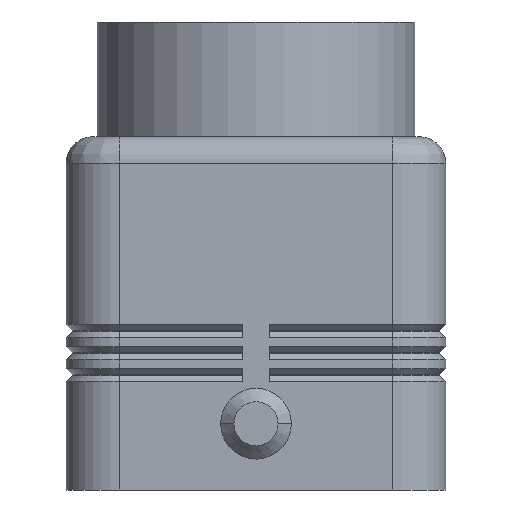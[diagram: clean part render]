
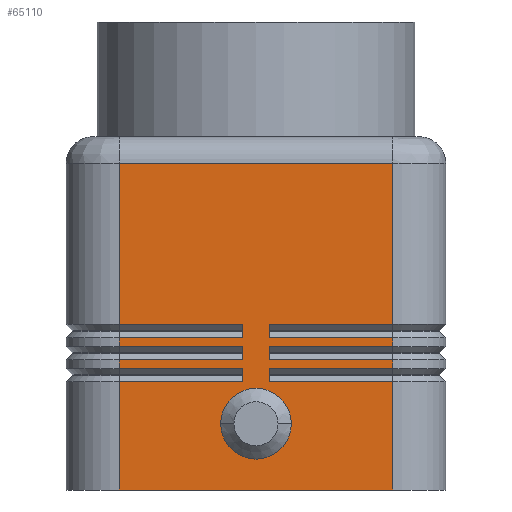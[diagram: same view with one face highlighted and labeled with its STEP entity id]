
A CAD part, left-side view. The second image highlights one B-rep face of the part: STEP entity #65110.
In plain terms, the highlighted planar face has unit normal (-1, 0, 0).
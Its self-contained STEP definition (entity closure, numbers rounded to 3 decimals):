
#1650=CARTESIAN_POINT('',(-30.,-15.5,13.75));
#1660=VERTEX_POINT('',#1650);
#2100=CARTESIAN_POINT('',(-30.,-15.5,12.25));
#2110=DIRECTION('',(0.,0.,-1.));
#2120=VECTOR('',#2110,12.25);
#2130=LINE('',#2100,#2120);
#2140=CARTESIAN_POINT('',(-30.,-15.5,12.25));
#2150=VERTEX_POINT('',#2140);
#2160=CARTESIAN_POINT('',(-30.,-15.5,0.));
#2170=VERTEX_POINT('',#2160);
#2180=EDGE_CURVE('',#2150,#2170,#2130,.T.);
#4390=CARTESIAN_POINT('',(-30.,-15.5,16.25));
#4400=VERTEX_POINT('',#4390);
#4840=CARTESIAN_POINT('',(-30.,-15.5,14.75));
#4850=DIRECTION('',(0.,0.,-1.));
#4860=VECTOR('',#4850,1.);
#4870=LINE('',#4840,#4860);
#4880=CARTESIAN_POINT('',(-30.,-15.5,14.75));
#4890=VERTEX_POINT('',#4880);
#4900=EDGE_CURVE('',#4890,#1660,#4870,.T.);
#6400=CARTESIAN_POINT('',(-30.,-15.5,37.));
#6410=DIRECTION('',(0.,0.,-1.));
#6420=VECTOR('',#6410,18.25);
#6430=LINE('',#6400,#6420);
#6440=CARTESIAN_POINT('',(-30.,-15.5,37.));
#6450=VERTEX_POINT('',#6440);
#6460=CARTESIAN_POINT('',(-30.,-15.5,18.75));
#6470=VERTEX_POINT('',#6460);
#6480=EDGE_CURVE('',#6450,#6470,#6430,.T.);
#7770=CARTESIAN_POINT('',(-30.,-15.5,17.25));
#7780=DIRECTION('',(0.,0.,-1.));
#7790=VECTOR('',#7780,1.);
#7800=LINE('',#7770,#7790);
#7810=CARTESIAN_POINT('',(-30.,-15.5,17.25));
#7820=VERTEX_POINT('',#7810);
#7830=EDGE_CURVE('',#7820,#4400,#7800,.T.);
#9480=CARTESIAN_POINT('',(-30.,15.5,13.75));
#9490=VERTEX_POINT('',#9480);
#10800=CARTESIAN_POINT('',(-30.,15.5,0.));
#10810=DIRECTION('',(0.,0.,1.));
#10820=VECTOR('',#10810,12.25);
#10830=LINE('',#10800,#10820);
#10840=CARTESIAN_POINT('',(-30.,15.5,0.));
#10850=VERTEX_POINT('',#10840);
#10860=CARTESIAN_POINT('',(-30.,15.5,12.25));
#10870=VERTEX_POINT('',#10860);
#10880=EDGE_CURVE('',#10850,#10870,#10830,.T.);
#12950=CARTESIAN_POINT('',(-30.,15.5,16.25));
#12960=DIRECTION('',(0.,0.,1.));
#12970=VECTOR('',#12960,1.);
#12980=LINE('',#12950,#12970);
#12990=CARTESIAN_POINT('',(-30.,15.5,16.25));
#13000=VERTEX_POINT('',#12990);
#13010=CARTESIAN_POINT('',(-30.,15.5,17.25));
#13020=VERTEX_POINT('',#13010);
#13030=EDGE_CURVE('',#13000,#13020,#12980,.T.);
#13440=CARTESIAN_POINT('',(-30.,15.5,18.75));
#13450=DIRECTION('',(0.,0.,1.));
#13460=VECTOR('',#13450,18.25);
#13470=LINE('',#13440,#13460);
#13480=CARTESIAN_POINT('',(-30.,15.5,18.75));
#13490=VERTEX_POINT('',#13480);
#13500=CARTESIAN_POINT('',(-30.,15.5,37.));
#13510=VERTEX_POINT('',#13500);
#13520=EDGE_CURVE('',#13490,#13510,#13470,.T.);
#14710=CARTESIAN_POINT('',(-30.,15.5,13.75));
#14720=DIRECTION('',(0.,0.,1.));
#14730=VECTOR('',#14720,1.);
#14740=LINE('',#14710,#14730);
#14750=CARTESIAN_POINT('',(-30.,15.5,14.75));
#14760=VERTEX_POINT('',#14750);
#14770=EDGE_CURVE('',#9490,#14760,#14740,.T.);
#26410=CARTESIAN_POINT('',(-30.,15.5,37.));
#26420=DIRECTION('',(0.,-1.,0.));
#26430=VECTOR('',#26420,31.);
#26440=LINE('',#26410,#26430);
#26450=EDGE_CURVE('',#13510,#6450,#26440,.T.);
#27310=CARTESIAN_POINT('',(-30.,0.,7.5));
#27320=DIRECTION('',(1.,0.,0.));
#27330=DIRECTION('',(0.,0.,1.));
#27340=AXIS2_PLACEMENT_3D('',#27310,#27320,#27330);
#27350=CIRCLE('',#27340,4.);
#27360=CARTESIAN_POINT('',(-30.,0.,3.5));
#27370=VERTEX_POINT('',#27360);
#27380=CARTESIAN_POINT('',(-30.,4.,7.5));
#27390=VERTEX_POINT('',#27380);
#27400=EDGE_CURVE('',#27370,#27390,#27350,.T.);
#27670=CARTESIAN_POINT('',(-30.,-4.,7.5));
#27680=VERTEX_POINT('',#27670);
#27710=EDGE_CURVE('',#27680,#27370,#27350,.T.);
#39920=CARTESIAN_POINT('',(-30.,-1.5,13.75));
#39930=VERTEX_POINT('',#39920);
#39960=CARTESIAN_POINT('',(-30.,-15.5,13.75));
#39970=DIRECTION('',(0.,1.,0.));
#39980=VECTOR('',#39970,14.);
#39990=LINE('',#39960,#39980);
#40000=EDGE_CURVE('',#1660,#39930,#39990,.T.);
#59330=CARTESIAN_POINT('',(-30.,1.5,17.25));
#59340=VERTEX_POINT('',#59330);
#59370=CARTESIAN_POINT('',(-30.,15.5,17.25));
#59380=DIRECTION('',(0.,-1.,0.));
#59390=VECTOR('',#59380,14.);
#59400=LINE('',#59370,#59390);
#59410=EDGE_CURVE('',#13020,#59340,#59400,.T.);
#61930=CARTESIAN_POINT('',(-30.,1.5,18.75));
#61940=DIRECTION('',(0.,1.,0.));
#61950=VECTOR('',#61940,14.);
#61960=LINE('',#61930,#61950);
#61970=CARTESIAN_POINT('',(-30.,1.5,18.75));
#61980=VERTEX_POINT('',#61970);
#61990=EDGE_CURVE('',#61980,#13490,#61960,.T.);
#62740=CARTESIAN_POINT('',(-30.,1.5,14.75));
#62750=VERTEX_POINT('',#62740);
#62780=CARTESIAN_POINT('',(-30.,15.5,14.75));
#62790=DIRECTION('',(0.,-1.,0.));
#62800=VECTOR('',#62790,14.);
#62810=LINE('',#62780,#62800);
#62820=EDGE_CURVE('',#14760,#62750,#62810,.T.);
#63790=CARTESIAN_POINT('',(-30.,0.,40.));
#63800=DIRECTION('',(-1.,0.,0.));
#63810=DIRECTION('',(0.,0.,1.));
#63820=AXIS2_PLACEMENT_3D('',#63790,#63800,#63810);
#63830=PLANE('',#63820);
#63840=ORIENTED_EDGE('',*,*,#6480,.F.);
#63850=CARTESIAN_POINT('',(-30.,-15.5,18.75));
#63860=DIRECTION('',(0.,1.,0.));
#63870=VECTOR('',#63860,14.);
#63880=LINE('',#63850,#63870);
#63890=CARTESIAN_POINT('',(-30.,-1.5,18.75));
#63900=VERTEX_POINT('',#63890);
#63910=EDGE_CURVE('',#6470,#63900,#63880,.T.);
#63920=ORIENTED_EDGE('',*,*,#63910,.F.);
#63930=CARTESIAN_POINT('',(-30.,-1.5,18.75));
#63940=DIRECTION('',(0.,0.,-1.));
#63950=VECTOR('',#63940,1.5);
#63960=LINE('',#63930,#63950);
#63970=CARTESIAN_POINT('',(-30.,-1.5,17.25));
#63980=VERTEX_POINT('',#63970);
#63990=EDGE_CURVE('',#63900,#63980,#63960,.T.);
#64000=ORIENTED_EDGE('',*,*,#63990,.F.);
#64010=CARTESIAN_POINT('',(-30.,-1.5,17.25));
#64020=DIRECTION('',(0.,-1.,0.));
#64030=VECTOR('',#64020,14.);
#64040=LINE('',#64010,#64030);
#64050=EDGE_CURVE('',#63980,#7820,#64040,.T.);
#64060=ORIENTED_EDGE('',*,*,#64050,.F.);
#64070=ORIENTED_EDGE('',*,*,#7830,.F.);
#64080=CARTESIAN_POINT('',(-30.,-15.5,16.25));
#64090=DIRECTION('',(0.,1.,0.));
#64100=VECTOR('',#64090,14.);
#64110=LINE('',#64080,#64100);
#64120=CARTESIAN_POINT('',(-30.,-1.5,16.25));
#64130=VERTEX_POINT('',#64120);
#64140=EDGE_CURVE('',#4400,#64130,#64110,.T.);
#64150=ORIENTED_EDGE('',*,*,#64140,.F.);
#64160=CARTESIAN_POINT('',(-30.,-1.5,16.25));
#64170=DIRECTION('',(0.,0.,-1.));
#64180=VECTOR('',#64170,1.5);
#64190=LINE('',#64160,#64180);
#64200=CARTESIAN_POINT('',(-30.,-1.5,14.75));
#64210=VERTEX_POINT('',#64200);
#64220=EDGE_CURVE('',#64130,#64210,#64190,.T.);
#64230=ORIENTED_EDGE('',*,*,#64220,.F.);
#64240=CARTESIAN_POINT('',(-30.,-1.5,14.75));
#64250=DIRECTION('',(0.,-1.,0.));
#64260=VECTOR('',#64250,14.);
#64270=LINE('',#64240,#64260);
#64280=EDGE_CURVE('',#64210,#4890,#64270,.T.);
#64290=ORIENTED_EDGE('',*,*,#64280,.F.);
#64300=ORIENTED_EDGE('',*,*,#4900,.F.);
#64310=ORIENTED_EDGE('',*,*,#40000,.F.);
#64320=CARTESIAN_POINT('',(-30.,-1.5,13.75));
#64330=DIRECTION('',(0.,0.,-1.));
#64340=VECTOR('',#64330,1.5);
#64350=LINE('',#64320,#64340);
#64360=CARTESIAN_POINT('',(-30.,-1.5,12.25));
#64370=VERTEX_POINT('',#64360);
#64380=EDGE_CURVE('',#39930,#64370,#64350,.T.);
#64390=ORIENTED_EDGE('',*,*,#64380,.F.);
#64400=CARTESIAN_POINT('',(-30.,-1.5,12.25));
#64410=DIRECTION('',(0.,-1.,0.));
#64420=VECTOR('',#64410,14.);
#64430=LINE('',#64400,#64420);
#64440=EDGE_CURVE('',#64370,#2150,#64430,.T.);
#64450=ORIENTED_EDGE('',*,*,#64440,.F.);
#64460=ORIENTED_EDGE('',*,*,#2180,.F.);
#64470=CARTESIAN_POINT('',(-30.,-15.5,0.));
#64480=DIRECTION('',(0.,1.,0.));
#64490=VECTOR('',#64480,31.);
#64500=LINE('',#64470,#64490);
#64510=EDGE_CURVE('',#2170,#10850,#64500,.T.);
#64520=ORIENTED_EDGE('',*,*,#64510,.F.);
#64530=ORIENTED_EDGE('',*,*,#10880,.F.);
#64540=CARTESIAN_POINT('',(-30.,15.5,12.25));
#64550=DIRECTION('',(0.,-1.,0.));
#64560=VECTOR('',#64550,14.);
#64570=LINE('',#64540,#64560);
#64580=CARTESIAN_POINT('',(-30.,1.5,12.25));
#64590=VERTEX_POINT('',#64580);
#64600=EDGE_CURVE('',#10870,#64590,#64570,.T.);
#64610=ORIENTED_EDGE('',*,*,#64600,.F.);
#64620=CARTESIAN_POINT('',(-30.,1.5,12.25));
#64630=DIRECTION('',(0.,0.,1.));
#64640=VECTOR('',#64630,1.5);
#64650=LINE('',#64620,#64640);
#64660=CARTESIAN_POINT('',(-30.,1.5,13.75));
#64670=VERTEX_POINT('',#64660);
#64680=EDGE_CURVE('',#64590,#64670,#64650,.T.);
#64690=ORIENTED_EDGE('',*,*,#64680,.F.);
#64700=CARTESIAN_POINT('',(-30.,1.5,13.75));
#64710=DIRECTION('',(0.,1.,0.));
#64720=VECTOR('',#64710,14.);
#64730=LINE('',#64700,#64720);
#64740=EDGE_CURVE('',#64670,#9490,#64730,.T.);
#64750=ORIENTED_EDGE('',*,*,#64740,.F.);
#64760=ORIENTED_EDGE('',*,*,#14770,.F.);
#64770=ORIENTED_EDGE('',*,*,#62820,.F.);
#64780=CARTESIAN_POINT('',(-30.,1.5,14.75));
#64790=DIRECTION('',(0.,0.,1.));
#64800=VECTOR('',#64790,1.5);
#64810=LINE('',#64780,#64800);
#64820=CARTESIAN_POINT('',(-30.,1.5,16.25));
#64830=VERTEX_POINT('',#64820);
#64840=EDGE_CURVE('',#62750,#64830,#64810,.T.);
#64850=ORIENTED_EDGE('',*,*,#64840,.F.);
#64860=CARTESIAN_POINT('',(-30.,1.5,16.25));
#64870=DIRECTION('',(0.,1.,0.));
#64880=VECTOR('',#64870,14.);
#64890=LINE('',#64860,#64880);
#64900=EDGE_CURVE('',#64830,#13000,#64890,.T.);
#64910=ORIENTED_EDGE('',*,*,#64900,.F.);
#64920=ORIENTED_EDGE('',*,*,#13030,.F.);
#64930=ORIENTED_EDGE('',*,*,#59410,.F.);
#64940=CARTESIAN_POINT('',(-30.,1.5,17.25));
#64950=DIRECTION('',(0.,0.,1.));
#64960=VECTOR('',#64950,1.5);
#64970=LINE('',#64940,#64960);
#64980=EDGE_CURVE('',#59340,#61980,#64970,.T.);
#64990=ORIENTED_EDGE('',*,*,#64980,.F.);
#65000=ORIENTED_EDGE('',*,*,#61990,.F.);
#65010=ORIENTED_EDGE('',*,*,#13520,.F.);
#65020=ORIENTED_EDGE('',*,*,#26450,.F.);
#65030=EDGE_LOOP('',(#65020,#65010,#65000,#64990,#64930,#64920,#64910,
#64850,#64770,#64760,#64750,#64690,#64610,#64530,#64520,#64460,#64450,
#64390,#64310,#64300,#64290,#64230,#64150,#64070,#64060,#64000,#63920,
#63840));
#65040=FACE_OUTER_BOUND('',#65030,.T.);
#65050=EDGE_CURVE('',#27390,#27680,#27350,.T.);
#65060=ORIENTED_EDGE('',*,*,#65050,.T.);
#65070=ORIENTED_EDGE('',*,*,#27400,.T.);
#65080=ORIENTED_EDGE('',*,*,#27710,.T.);
#65090=EDGE_LOOP('',(#65080,#65070,#65060));
#65100=FACE_BOUND('',#65090,.T.);
#65110=ADVANCED_FACE('',(#65040,#65100),#63830,.T.);
